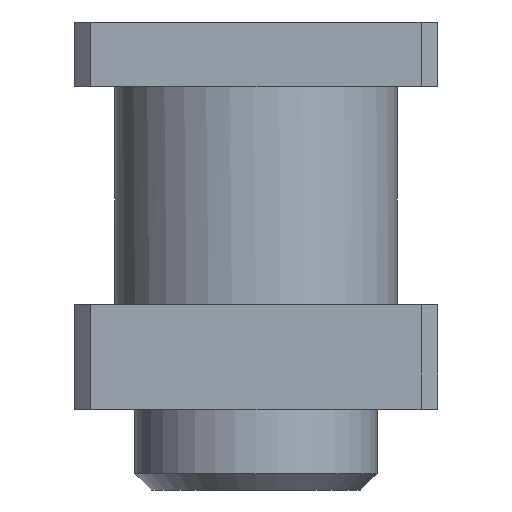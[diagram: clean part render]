
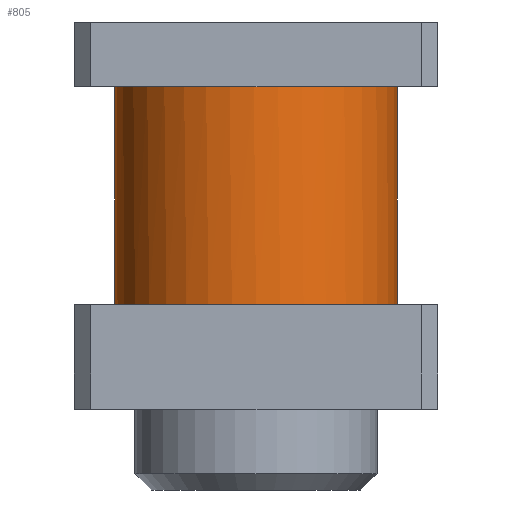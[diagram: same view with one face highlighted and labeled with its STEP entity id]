
A CAD part, front view. The second image highlights one B-rep face of the part: STEP entity #805.
In plain terms, the highlighted cylindrical face has radius 17.5 mm (diameter 35 mm), a full revolution.
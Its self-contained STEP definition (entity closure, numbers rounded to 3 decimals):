
#41=B_SPLINE_CURVE_WITH_KNOTS('',3,(#1204,#1205,#1206,#1207,#1208,#1209,
#1210,#1211,#1212,#1213,#1214,#1215,#1216,#1217,#1218,#1219,#1220,#1221,
#1222,#1223,#1224,#1225,#1226,#1227,#1228,#1229,#1230,#1231,#1232,#1233,
#1234),.UNSPECIFIED.,.F.,.F.,(4,2,3,2,2,2,2,2,2,2,2,2,2,2,4),(-0.35,
-0.194,0.,0.194,0.388,0.776,
1.163,1.549,1.935,2.322,2.71,
2.904,3.098,3.292,3.448),
 .UNSPECIFIED.);
#172=CYLINDRICAL_SURFACE('',#896,17.5);
#208=FACE_BOUND('',#340,.T.);
#257=FACE_OUTER_BOUND('',#339,.T.);
#339=EDGE_LOOP('',(#723,#724));
#340=EDGE_LOOP('',(#725));
#365=CIRCLE('',#850,17.5);
#374=CIRCLE('',#865,17.5);
#405=VERTEX_POINT('',#1198);
#407=VERTEX_POINT('',#1202);
#439=VERTEX_POINT('',#1332);
#484=EDGE_CURVE('',#405,#407,#41,.T.);
#498=EDGE_CURVE('',#407,#405,#365,.T.);
#524=EDGE_CURVE('',#439,#439,#374,.T.);
#723=ORIENTED_EDGE('',*,*,#484,.T.);
#724=ORIENTED_EDGE('',*,*,#498,.T.);
#725=ORIENTED_EDGE('',*,*,#524,.F.);
#805=ADVANCED_FACE('',(#257,#208),#172,.T.);
#850=AXIS2_PLACEMENT_3D('',#1279,#988,#989);
#865=AXIS2_PLACEMENT_3D('',#1333,#1035,#1036);
#896=AXIS2_PLACEMENT_3D('',#1401,#1115,#1116);
#988=DIRECTION('center_axis',(0.,0.,1.));
#989=DIRECTION('ref_axis',(1.,0.,0.));
#1035=DIRECTION('center_axis',(0.,0.,1.));
#1036=DIRECTION('ref_axis',(1.,0.,0.));
#1115=DIRECTION('center_axis',(0.,0.,-1.));
#1116=DIRECTION('ref_axis',(1.,0.,0.));
#1198=CARTESIAN_POINT('',(9.367,14.782,-27.));
#1202=CARTESIAN_POINT('',(-9.367,14.782,-27.));
#1204=CARTESIAN_POINT('Ctrl Pts',(9.367,14.782,-27.));
#1205=CARTESIAN_POINT('Ctrl Pts',(9.554,14.663,-26.501));
#1206=CARTESIAN_POINT('Ctrl Pts',(9.701,14.565,-25.984));
#1207=CARTESIAN_POINT('Ctrl Pts',(9.936,14.406,-24.809));
#1208=CARTESIAN_POINT('Ctrl Pts',(10.,14.361,-24.147));
#1209=CARTESIAN_POINT('Ctrl Pts',(10.,14.361,-23.5));
#1210=CARTESIAN_POINT('Ctrl Pts',(10.,14.361,-22.853));
#1211=CARTESIAN_POINT('Ctrl Pts',(9.936,14.406,-22.191));
#1212=CARTESIAN_POINT('Ctrl Pts',(9.675,14.583,-20.886));
#1213=CARTESIAN_POINT('Ctrl Pts',(9.478,14.714,-20.243));
#1214=CARTESIAN_POINT('Ctrl Pts',(8.707,15.192,-18.406));
#1215=CARTESIAN_POINT('Ctrl Pts',(7.945,15.622,-17.302));
#1216=CARTESIAN_POINT('Ctrl Pts',(6.202,16.392,-15.56));
#1217=CARTESIAN_POINT('Ctrl Pts',(5.097,16.788,-14.794));
#1218=CARTESIAN_POINT('Ctrl Pts',(2.641,17.345,-13.764));
#1219=CARTESIAN_POINT('Ctrl Pts',(1.288,17.5,-13.5));
#1220=CARTESIAN_POINT('Ctrl Pts',(-1.288,17.5,-13.5));
#1221=CARTESIAN_POINT('Ctrl Pts',(-2.641,17.345,-13.764));
#1222=CARTESIAN_POINT('Ctrl Pts',(-5.097,16.788,-14.794));
#1223=CARTESIAN_POINT('Ctrl Pts',(-6.202,16.392,-15.56));
#1224=CARTESIAN_POINT('Ctrl Pts',(-7.945,15.622,-17.302));
#1225=CARTESIAN_POINT('Ctrl Pts',(-8.707,15.192,-18.406));
#1226=CARTESIAN_POINT('Ctrl Pts',(-9.478,14.714,-20.243));
#1227=CARTESIAN_POINT('Ctrl Pts',(-9.675,14.583,-20.886));
#1228=CARTESIAN_POINT('Ctrl Pts',(-9.936,14.406,-22.191));
#1229=CARTESIAN_POINT('Ctrl Pts',(-10.,14.361,-22.853));
#1230=CARTESIAN_POINT('Ctrl Pts',(-10.,14.361,-24.147));
#1231=CARTESIAN_POINT('Ctrl Pts',(-9.936,14.406,-24.809));
#1232=CARTESIAN_POINT('Ctrl Pts',(-9.701,14.565,-25.984));
#1233=CARTESIAN_POINT('Ctrl Pts',(-9.554,14.663,-26.501));
#1234=CARTESIAN_POINT('Ctrl Pts',(-9.367,14.782,-27.));
#1279=CARTESIAN_POINT('Origin',(0.,0.,-27.));
#1332=CARTESIAN_POINT('',(-17.5,0.,0.));
#1333=CARTESIAN_POINT('Origin',(0.,0.,0.));
#1401=CARTESIAN_POINT('Origin',(0.,0.,0.));
